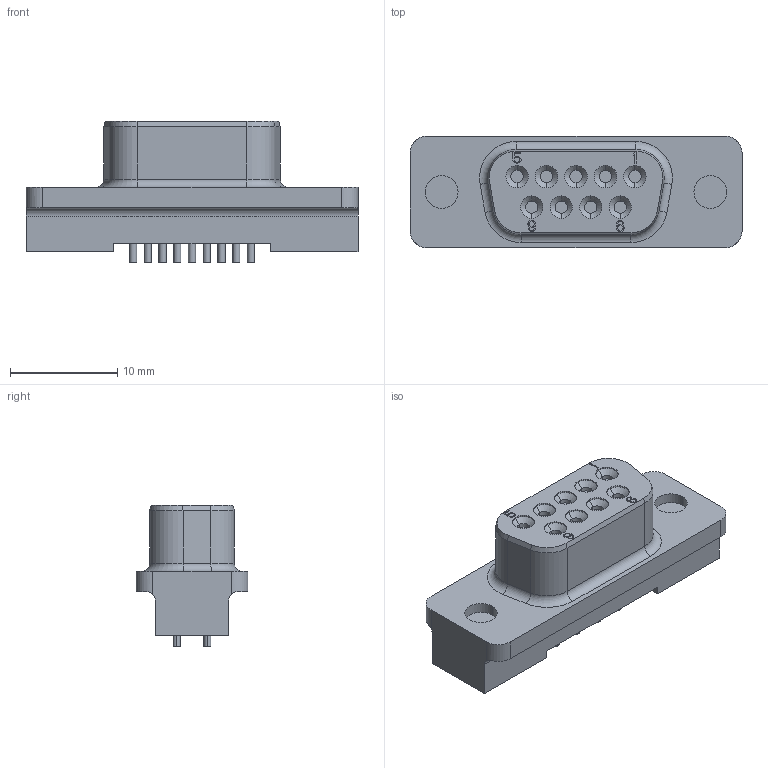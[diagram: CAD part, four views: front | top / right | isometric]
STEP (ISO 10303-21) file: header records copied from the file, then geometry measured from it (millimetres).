
FILE_DESCRIPTION(('FreeCAD Model'),'2;1');
FILE_NAME('TE-5207826_short_legs.step' ,'2020-07-16T06:52:21',('FreeCAD'),('FreeCAD'), 'Open CASCADE STEP processor 7.3','FreeCAD','Unknown');
FILE_SCHEMA(('AUTOMOTIVE_DESIGN { 1 0 10303 214 1 1 1 1 }'));
Length unit declared in the file: millimetre
Products named in the file (1): Open CASCADE STEP translator 7.3 1
Bounding box: 30.89 x 10.41 x 13.2 mm (x, y, z)
Volume: 2110 mm3; surface area: 1420.8 mm2
Topology: 1 solids, 1 shells, 320 faces, 815 edges, 526 vertices
Faces by surface type: plane 218, cylinder 76, cone 22, torus 4
Entity records: 9581 total; most frequent: CARTESIAN_POINT 1698, ORIENTED_EDGE 1630, DIRECTION 1613, EDGE_CURVE 815, LINE 651, VECTOR 651, VERTEX_POINT 526, AXIS2_PLACEMENT_3D 481
